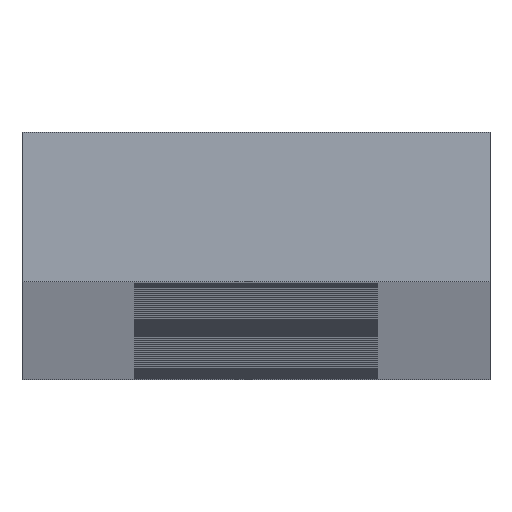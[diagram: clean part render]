
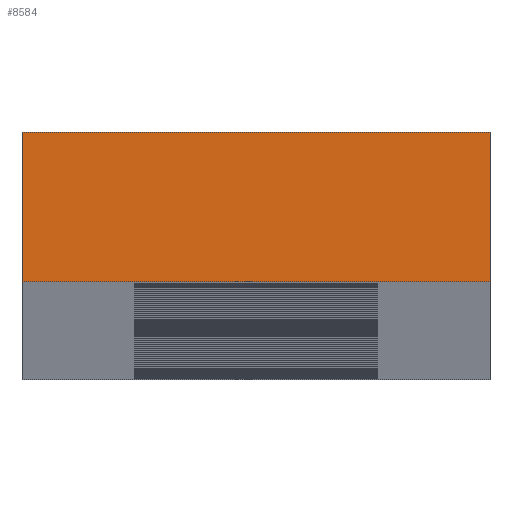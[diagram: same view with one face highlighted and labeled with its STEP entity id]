
A CAD part, top view. The second image highlights one B-rep face of the part: STEP entity #8584.
In plain terms, the highlighted planar face has unit normal (0, 0, 1).
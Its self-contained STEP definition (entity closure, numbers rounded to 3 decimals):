
#209 = LINE ( 'NONE', #4263, #4891 ) ;
#229 = EDGE_CURVE ( 'NONE', #2634, #17285, #13779, .T. ) ;
#482 = CARTESIAN_POINT ( 'NONE',  ( -12.5, 4., 1500. ) ) ;
#704 = CARTESIAN_POINT ( 'NONE',  ( 12.5, 4., 1500. ) ) ;
#1366 = VERTEX_POINT ( 'NONE', #3687 ) ;
#1802 = VECTOR ( 'NONE', #2341, 1000. ) ;
#1847 = ORIENTED_EDGE ( 'NONE', *, *, #19527, .T. ) ;
#2001 = FACE_OUTER_BOUND ( 'NONE', #15937, .T. ) ;
#2341 = DIRECTION ( 'NONE',  ( 1., 0., 0. ) ) ;
#2634 = VERTEX_POINT ( 'NONE', #10397 ) ;
#3687 = CARTESIAN_POINT ( 'NONE',  ( 12.5, -4., 1500. ) ) ;
#3769 = DIRECTION ( 'NONE',  ( 0., -1., 0. ) ) ;
#4263 = CARTESIAN_POINT ( 'NONE',  ( 12.5, 4., 1500. ) ) ;
#4475 = AXIS2_PLACEMENT_3D ( 'NONE', #15685, #6283, #14194 ) ;
#4891 = VECTOR ( 'NONE', #9017, 1000. ) ;
#6283 = DIRECTION ( 'NONE',  ( 0., 0., -1. ) ) ;
#6911 = VECTOR ( 'NONE', #3769, 1000. ) ;
#8584 = ADVANCED_FACE ( 'NONE', ( #2001 ), #9598, .F. ) ;
#9017 = DIRECTION ( 'NONE',  ( 0., -1., 0. ) ) ;
#9559 = EDGE_CURVE ( 'NONE', #19942, #1366, #209, .T. ) ;
#9598 = PLANE ( 'NONE',  #4475 ) ;
#10397 = CARTESIAN_POINT ( 'NONE',  ( -12.5, 4., 1500. ) ) ;
#10644 = CARTESIAN_POINT ( 'NONE',  ( 12.5, 4., 1500. ) ) ;
#11166 = LINE ( 'NONE', #15267, #15102 ) ;
#11750 = ORIENTED_EDGE ( 'NONE', *, *, #9559, .F. ) ;
#13530 = EDGE_CURVE ( 'NONE', #2634, #19942, #17496, .T. ) ;
#13779 = LINE ( 'NONE', #482, #6911 ) ;
#14194 = DIRECTION ( 'NONE',  ( -1., 0., 0. ) ) ;
#15102 = VECTOR ( 'NONE', #18408, 1000. ) ;
#15267 = CARTESIAN_POINT ( 'NONE',  ( 12.5, -4., 1500. ) ) ;
#15670 = ORIENTED_EDGE ( 'NONE', *, *, #13530, .F. ) ;
#15685 = CARTESIAN_POINT ( 'NONE',  ( 12.5, 4., 1500. ) ) ;
#15937 = EDGE_LOOP ( 'NONE', ( #1847, #11750, #15670, #20223 ) ) ;
#17285 = VERTEX_POINT ( 'NONE', #19687 ) ;
#17496 = LINE ( 'NONE', #704, #1802 ) ;
#18408 = DIRECTION ( 'NONE',  ( 1., 0., 0. ) ) ;
#19527 = EDGE_CURVE ( 'NONE', #17285, #1366, #11166, .T. ) ;
#19687 = CARTESIAN_POINT ( 'NONE',  ( -12.5, -4., 1500. ) ) ;
#19942 = VERTEX_POINT ( 'NONE', #10644 ) ;
#20223 = ORIENTED_EDGE ( 'NONE', *, *, #229, .T. ) ;
